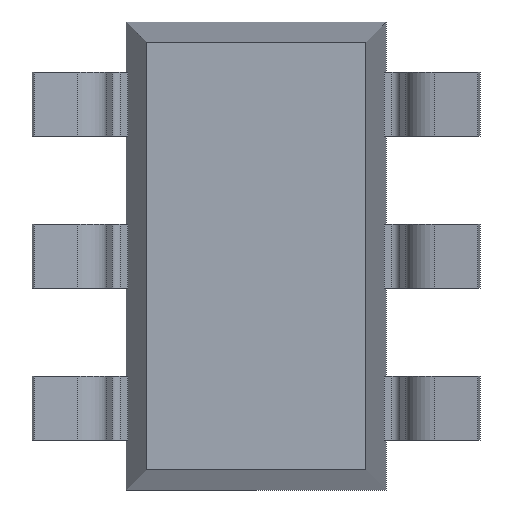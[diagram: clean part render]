
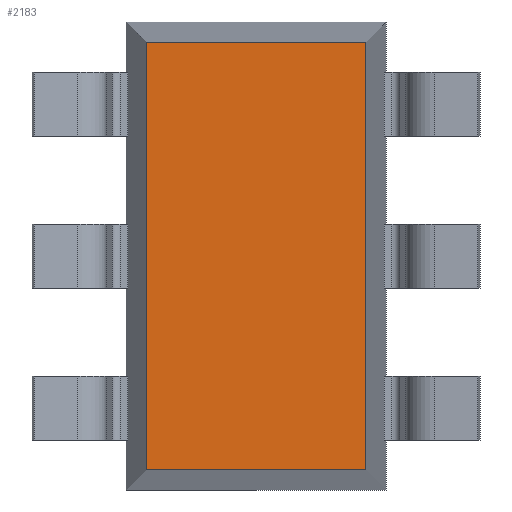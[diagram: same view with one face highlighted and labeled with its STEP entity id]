
A CAD part, front view. The second image highlights one B-rep face of the part: STEP entity #2183.
In plain terms, the highlighted planar face has unit normal (0, -1, 0).
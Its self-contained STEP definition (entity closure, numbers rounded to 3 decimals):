
#55 = CARTESIAN_POINT ( 'NONE',  ( 0., -0.9, -1.336 ) ) ;
#65 = CARTESIAN_POINT ( 'NONE',  ( -0.686, -0.9, 1.336 ) ) ;
#185 = ORIENTED_EDGE ( 'NONE', *, *, #1839, .F. ) ;
#255 = EDGE_LOOP ( 'NONE', ( #907, #185, #1313, #365 ) ) ;
#365 = ORIENTED_EDGE ( 'NONE', *, *, #930, .F. ) ;
#529 = CARTESIAN_POINT ( 'NONE',  ( 0.686, -0.9, 0. ) ) ;
#539 = LINE ( 'NONE', #55, #690 ) ;
#613 = EDGE_CURVE ( 'NONE', #1781, #1330, #1456, .T. ) ;
#690 = VECTOR ( 'NONE', #1733, 1000. ) ;
#815 = VECTOR ( 'NONE', #1657, 1000. ) ;
#816 = DIRECTION ( 'NONE',  ( 1., 0., 0. ) ) ;
#900 = CARTESIAN_POINT ( 'NONE',  ( 0.686, -0.9, -1.336 ) ) ;
#907 = ORIENTED_EDGE ( 'NONE', *, *, #613, .F. ) ;
#917 = DIRECTION ( 'NONE',  ( 0., 1., 0. ) ) ;
#930 = EDGE_CURVE ( 'NONE', #1330, #2128, #1096, .T. ) ;
#961 = DIRECTION ( 'NONE',  ( 0., 0., 1. ) ) ;
#1055 = DIRECTION ( 'NONE',  ( 0., 0., -1. ) ) ;
#1096 = LINE ( 'NONE', #2035, #2008 ) ;
#1186 = CARTESIAN_POINT ( 'NONE',  ( 0.686, -0.9, 1.336 ) ) ;
#1313 = ORIENTED_EDGE ( 'NONE', *, *, #1316, .F. ) ;
#1316 = EDGE_CURVE ( 'NONE', #2128, #1562, #2299, .T. ) ;
#1330 = VERTEX_POINT ( 'NONE', #65 ) ;
#1425 = CARTESIAN_POINT ( 'NONE',  ( -0.686, -0.9, 0. ) ) ;
#1456 = LINE ( 'NONE', #1425, #815 ) ;
#1562 = VERTEX_POINT ( 'NONE', #900 ) ;
#1657 = DIRECTION ( 'NONE',  ( 0., 0., 1. ) ) ;
#1659 = VECTOR ( 'NONE', #1055, 1000. ) ;
#1733 = DIRECTION ( 'NONE',  ( -1., 0., 0. ) ) ;
#1781 = VERTEX_POINT ( 'NONE', #2899 ) ;
#1839 = EDGE_CURVE ( 'NONE', #1562, #1781, #539, .T. ) ;
#2008 = VECTOR ( 'NONE', #816, 1000. ) ;
#2035 = CARTESIAN_POINT ( 'NONE',  ( 0., -0.9, 1.336 ) ) ;
#2128 = VERTEX_POINT ( 'NONE', #1186 ) ;
#2183 = ADVANCED_FACE ( 'NONE', ( #2292 ), #2628, .F. ) ;
#2292 = FACE_OUTER_BOUND ( 'NONE', #255, .T. ) ;
#2299 = LINE ( 'NONE', #529, #1659 ) ;
#2345 = CARTESIAN_POINT ( 'NONE',  ( 0., -0.9, 0. ) ) ;
#2397 = AXIS2_PLACEMENT_3D ( 'NONE', #2345, #917, #961 ) ;
#2628 = PLANE ( 'NONE',  #2397 ) ;
#2899 = CARTESIAN_POINT ( 'NONE',  ( -0.686, -0.9, -1.336 ) ) ;
